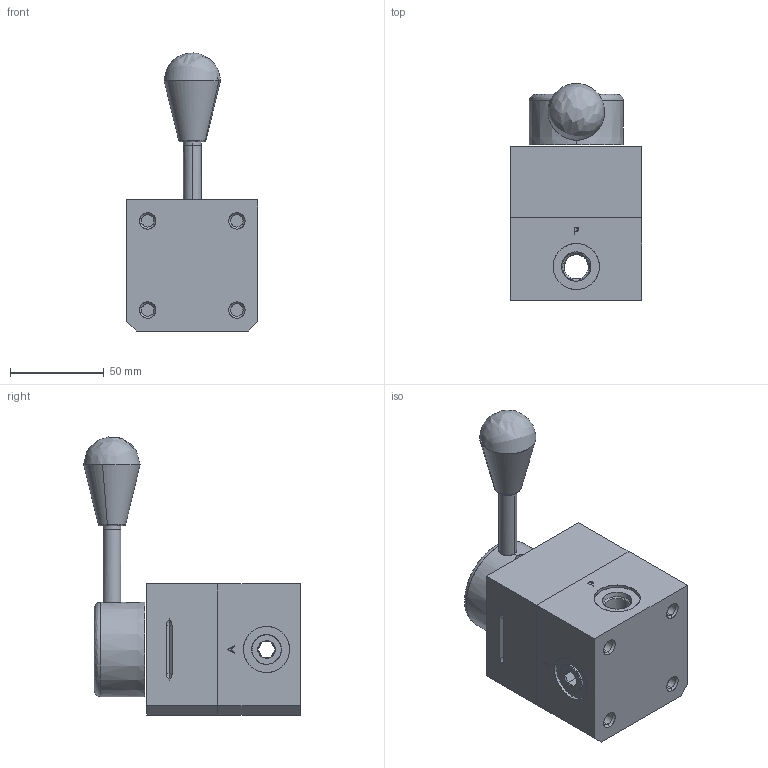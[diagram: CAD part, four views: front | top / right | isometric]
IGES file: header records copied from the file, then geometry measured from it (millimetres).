
Start section: SolidWorks IGES file using analytic representation for surfaces
Global section: file name: TSK6334-GV01.IGS; native system: SolidWorks 2011; preprocessor: SolidWorks 2011; author: pcw; date: 130301.090617; units: millimetre
Bounding box: 70.34 x 115.66 x 148.51 mm (x, y, z)
Surface area: 57494 mm2 (no closed solid volume)
Topology: 0 solids, 0 shells, 207 faces, 2919 edges, 2919 vertices
Faces by surface type: revolution 109, bspline 98
